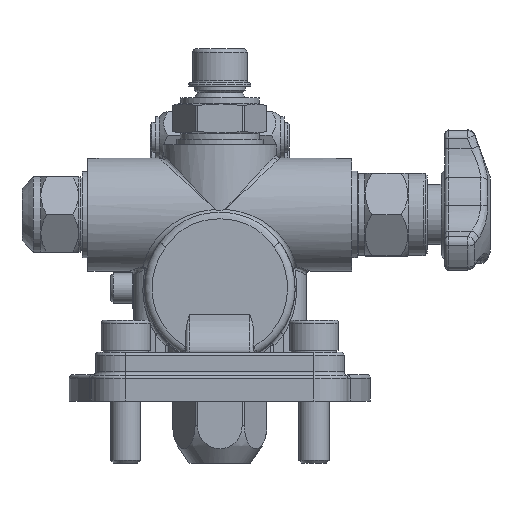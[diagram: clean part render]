
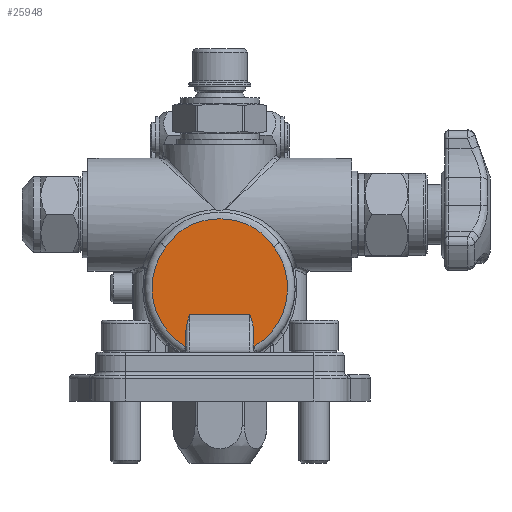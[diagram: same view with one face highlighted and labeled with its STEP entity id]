
A CAD part, left-side view. The second image highlights one B-rep face of the part: STEP entity #25948.
In plain terms, the highlighted planar face has unit normal (-1, 0, 0).
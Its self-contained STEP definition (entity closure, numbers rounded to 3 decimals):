
#25865=CARTESIAN_POINT('',(-25.5,0.,29.));
#25866=DIRECTION('',(-1.0,0.0,0.0));
#25867=DIRECTION('',(0.0,0.0,1.0));
#25868=AXIS2_PLACEMENT_3D('',#25865,#25866,#25867);
#25869=PLANE('',#25868);
#25870=CARTESIAN_POINT('',(-25.5,9.,13.412));
#25871=VERTEX_POINT('',#25870);
#25872=CARTESIAN_POINT('',(-25.5,14.312,39.917));
#25873=VERTEX_POINT('',#25872);
#25874=CARTESIAN_POINT('',(-25.5,0.,29.));
#25875=DIRECTION('',(1.0,0.0,0.0));
#25876=DIRECTION('',(0.0,0.0,1.0));
#25877=AXIS2_PLACEMENT_3D('',#25874,#25875,#25876);
#25878=CIRCLE('',#25877,18.0);
#25879=EDGE_CURVE('',#25871,#25873,#25878,.T.);
#25880=ORIENTED_EDGE('',*,*,#25879,.F.);
#25881=CARTESIAN_POINT('',(-25.5,9.,17.417));
#25882=VERTEX_POINT('',#25881);
#25883=CARTESIAN_POINT('',(-25.5,9.,13.412));
#25884=DIRECTION('',(0.0,0.0,1.0));
#25885=VECTOR('',#25884,4.006);
#25886=LINE('',#25883,#25885);
#25887=EDGE_CURVE('',#25871,#25882,#25886,.T.);
#25888=ORIENTED_EDGE('',*,*,#25887,.T.);
#25889=CARTESIAN_POINT('',(-25.5,8.,22.0));
#25890=VERTEX_POINT('',#25889);
#25891=CARTESIAN_POINT('',(-25.5,9.,17.417));
#25892=CARTESIAN_POINT('',(-25.5,9.,18.899));
#25893=CARTESIAN_POINT('',(-25.5,8.447,20.588));
#25894=CARTESIAN_POINT('',(-25.5,8.,22.0));
#25895=B_SPLINE_CURVE_WITH_KNOTS('',3,(#25891,#25892,#25893,#25894),.UNSPECIFIED.,.F.,.U.,(4,4),(0.913,1.357),.UNSPECIFIED.);
#25896=EDGE_CURVE('',#25890,#25882,#25895,.F.);
#25897=ORIENTED_EDGE('',*,*,#25896,.F.);
#25898=CARTESIAN_POINT('',(-25.5,-8.,22.0));
#25899=VERTEX_POINT('',#25898);
#25900=CARTESIAN_POINT('',(-25.5,-8.,22.0));
#25901=DIRECTION('',(0.0,1.0,0.0));
#25902=VECTOR('',#25901,16.);
#25903=LINE('',#25900,#25902);
#25904=EDGE_CURVE('',#25899,#25890,#25903,.T.);
#25905=ORIENTED_EDGE('',*,*,#25904,.F.);
#25906=CARTESIAN_POINT('',(-25.5,-9.,17.417));
#25907=VERTEX_POINT('',#25906);
#25908=CARTESIAN_POINT('',(-25.5,-8.,22.0));
#25909=CARTESIAN_POINT('',(-25.5,-8.447,20.588));
#25910=CARTESIAN_POINT('',(-25.5,-9.,18.899));
#25911=CARTESIAN_POINT('',(-25.5,-9.,17.417));
#25912=B_SPLINE_CURVE_WITH_KNOTS('',3,(#25908,#25909,#25910,#25911),.UNSPECIFIED.,.F.,.U.,(4,4),(0.0,0.444),.UNSPECIFIED.);
#25913=EDGE_CURVE('',#25907,#25899,#25912,.F.);
#25914=ORIENTED_EDGE('',*,*,#25913,.F.);
#25915=CARTESIAN_POINT('',(-25.5,-9.,13.412));
#25916=VERTEX_POINT('',#25915);
#25917=CARTESIAN_POINT('',(-25.5,-9.,17.417));
#25918=DIRECTION('',(0.0,0.0,-1.0));
#25919=VECTOR('',#25918,4.006);
#25920=LINE('',#25917,#25919);
#25921=EDGE_CURVE('',#25907,#25916,#25920,.T.);
#25922=ORIENTED_EDGE('',*,*,#25921,.T.);
#25923=CARTESIAN_POINT('',(-25.5,-14.312,39.917));
#25924=VERTEX_POINT('',#25923);
#25925=CARTESIAN_POINT('',(-25.5,0.,29.));
#25926=DIRECTION('',(1.0,0.0,0.0));
#25927=DIRECTION('',(0.0,0.0,1.0));
#25928=AXIS2_PLACEMENT_3D('',#25925,#25926,#25927);
#25929=CIRCLE('',#25928,18.0);
#25930=EDGE_CURVE('',#25924,#25916,#25929,.T.);
#25931=ORIENTED_EDGE('',*,*,#25930,.F.);
#25932=CARTESIAN_POINT('',(-25.5,14.312,39.917));
#25933=CARTESIAN_POINT('',(-25.5,13.827,40.552));
#25934=CARTESIAN_POINT('',(-25.5,12.849,41.819));
#25935=CARTESIAN_POINT('',(-25.5,10.602,44.118));
#25936=CARTESIAN_POINT('',(-25.5,7.143,46.227));
#25937=CARTESIAN_POINT('',(-25.5,0.841,47.796));
#25938=CARTESIAN_POINT('',(-25.5,-5.727,47.051));
#25939=CARTESIAN_POINT('',(-25.5,-10.598,44.13));
#25940=CARTESIAN_POINT('',(-25.5,-12.839,41.827));
#25941=CARTESIAN_POINT('',(-25.5,-13.827,40.552));
#25942=CARTESIAN_POINT('',(-25.5,-14.312,39.917));
#25943=B_SPLINE_CURVE_WITH_KNOTS('',3,(#25932,#25933,#25934,#25935,#25936,#25937,#25938,#25939,#25940,#25941,#25942),.UNSPECIFIED.,.F.,.U.,(4,1,1,1,1,1,1,1,4),(0.,0.24,0.48,0.959,1.439,2.398,2.878,3.117,3.357),.UNSPECIFIED.);
#25944=EDGE_CURVE('',#25873,#25924,#25943,.T.);
#25945=ORIENTED_EDGE('',*,*,#25944,.F.);
#25946=EDGE_LOOP('',(#25880,#25888,#25897,#25905,#25914,#25922,#25931,#25945));
#25947=FACE_OUTER_BOUND('',#25946,.T.);
#25948=ADVANCED_FACE('',(#25947),#25869,.T.);
